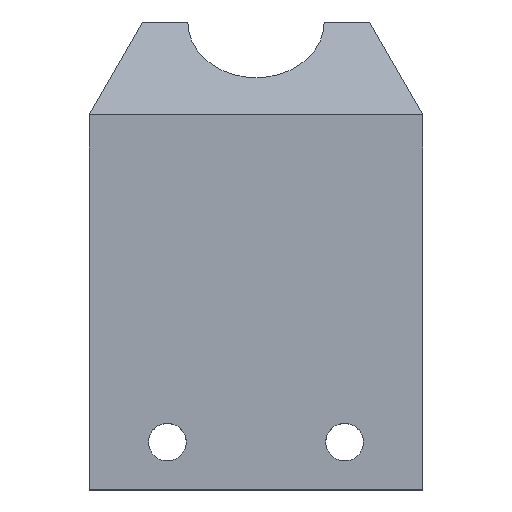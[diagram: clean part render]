
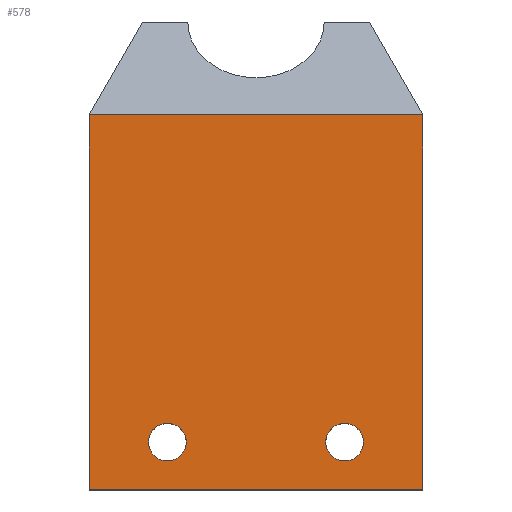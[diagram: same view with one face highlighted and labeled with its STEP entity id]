
A CAD part, top view. The second image highlights one B-rep face of the part: STEP entity #578.
In plain terms, the highlighted planar face has unit normal (0, 0, 1).
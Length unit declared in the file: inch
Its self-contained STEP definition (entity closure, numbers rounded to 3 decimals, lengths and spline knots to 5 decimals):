
#17 = VERTEX_POINT ( 'NONE', #612 ) ;
#73 = DIRECTION ( 'NONE',  ( 0., 0., -1. ) ) ;
#97 = CARTESIAN_POINT ( 'NONE',  ( 0.40625, 0.248, 0.73438 ) ) ;
#99 = AXIS2_PLACEMENT_3D ( 'NONE', #1031, #189, #736 ) ;
#107 = DIRECTION ( 'NONE',  ( 1., 0., 0. ) ) ;
#108 = EDGE_LOOP ( 'NONE', ( #805, #886 ) ) ;
#126 = EDGE_CURVE ( 'NONE', #893, #17, #699, .T. ) ;
#152 = CARTESIAN_POINT ( 'NONE',  ( 1.73438, 0., 0.73438 ) ) ;
#155 = VECTOR ( 'NONE', #290, 39.37008 ) ;
#159 = DIRECTION ( 'NONE',  ( 0., 0., 1. ) ) ;
#189 = DIRECTION ( 'NONE',  ( 0., 0., 1. ) ) ;
#191 = CARTESIAN_POINT ( 'NONE',  ( 1.73438, 1.94882, 0.73438 ) ) ;
#194 = DIRECTION ( 'NONE',  ( 0., 1., 0. ) ) ;
#214 = LINE ( 'NONE', #595, #816 ) ;
#237 = CARTESIAN_POINT ( 'NONE',  ( 0., 0., 0.73438 ) ) ;
#241 = CARTESIAN_POINT ( 'NONE',  ( 0.40625, 0.248, 0.73438 ) ) ;
#260 = VERTEX_POINT ( 'NONE', #454 ) ;
#290 = DIRECTION ( 'NONE',  ( -1., 0., 0. ) ) ;
#298 = LINE ( 'NONE', #191, #155 ) ;
#338 = VECTOR ( 'NONE', #624, 39.37008 ) ;
#347 = ORIENTED_EDGE ( 'NONE', *, *, #601, .F. ) ;
#371 = LINE ( 'NONE', #458, #425 ) ;
#374 = EDGE_CURVE ( 'NONE', #942, #260, #371, .T. ) ;
#379 = AXIS2_PLACEMENT_3D ( 'NONE', #241, #159, #1012 ) ;
#380 = AXIS2_PLACEMENT_3D ( 'NONE', #97, #685, #107 ) ;
#403 = EDGE_LOOP ( 'NONE', ( #997, #986, #652, #613 ) ) ;
#413 = DIRECTION ( 'NONE',  ( 0., 0., 1. ) ) ;
#425 = VECTOR ( 'NONE', #1137, 39.37008 ) ;
#454 = CARTESIAN_POINT ( 'NONE',  ( 0., 0., 0.73438 ) ) ;
#458 = CARTESIAN_POINT ( 'NONE',  ( 0., 0., 0.73438 ) ) ;
#470 = EDGE_CURVE ( 'NONE', #1230, #942, #298, .T. ) ;
#523 = CARTESIAN_POINT ( 'NONE',  ( 1.73438, 1.94882, 0.73438 ) ) ;
#566 = FACE_OUTER_BOUND ( 'NONE', #403, .T. ) ;
#578 = ADVANCED_FACE ( 'NONE', ( #566, #1128, #932 ), #646, .F. ) ;
#590 = AXIS2_PLACEMENT_3D ( 'NONE', #775, #413, #782 ) ;
#595 = CARTESIAN_POINT ( 'NONE',  ( 1.73438, 0., 0.73438 ) ) ;
#601 = EDGE_CURVE ( 'NONE', #1055, #1138, #1212, .T. ) ;
#612 = CARTESIAN_POINT ( 'NONE',  ( 0.30825, 0.248, 0.73438 ) ) ;
#613 = ORIENTED_EDGE ( 'NONE', *, *, #470, .T. ) ;
#624 = DIRECTION ( 'NONE',  ( 1., 0., 0. ) ) ;
#646 = PLANE ( 'NONE',  #876 ) ;
#652 = ORIENTED_EDGE ( 'NONE', *, *, #885, .T. ) ;
#666 = CARTESIAN_POINT ( 'NONE',  ( 1.42612, 0.248, 0.73438 ) ) ;
#685 = DIRECTION ( 'NONE',  ( 0., 0., 1. ) ) ;
#699 = CIRCLE ( 'NONE', #380, 0.098 ) ;
#720 = CARTESIAN_POINT ( 'NONE',  ( 1.23012, 0.248, 0.73438 ) ) ;
#736 = DIRECTION ( 'NONE',  ( -1., 0., 0. ) ) ;
#771 = ORIENTED_EDGE ( 'NONE', *, *, #920, .F. ) ;
#775 = CARTESIAN_POINT ( 'NONE',  ( 1.32812, 0.248, 0.73438 ) ) ;
#782 = DIRECTION ( 'NONE',  ( -1., 0., 0. ) ) ;
#795 = CIRCLE ( 'NONE', #379, 0.098 ) ;
#805 = ORIENTED_EDGE ( 'NONE', *, *, #1196, .F. ) ;
#816 = VECTOR ( 'NONE', #194, 39.37008 ) ;
#817 = EDGE_LOOP ( 'NONE', ( #771, #347 ) ) ;
#841 = CARTESIAN_POINT ( 'NONE',  ( 0., 0., 0.73438 ) ) ;
#876 = AXIS2_PLACEMENT_3D ( 'NONE', #841, #73, #1233 ) ;
#881 = CARTESIAN_POINT ( 'NONE',  ( 0.50425, 0.248, 0.73438 ) ) ;
#885 = EDGE_CURVE ( 'NONE', #1224, #1230, #214, .T. ) ;
#886 = ORIENTED_EDGE ( 'NONE', *, *, #126, .F. ) ;
#893 = VERTEX_POINT ( 'NONE', #881 ) ;
#910 = LINE ( 'NONE', #237, #338 ) ;
#920 = EDGE_CURVE ( 'NONE', #1138, #1055, #1182, .T. ) ;
#932 = FACE_BOUND ( 'NONE', #817, .T. ) ;
#942 = VERTEX_POINT ( 'NONE', #1076 ) ;
#986 = ORIENTED_EDGE ( 'NONE', *, *, #1187, .T. ) ;
#997 = ORIENTED_EDGE ( 'NONE', *, *, #374, .T. ) ;
#1012 = DIRECTION ( 'NONE',  ( 1., 0., 0. ) ) ;
#1031 = CARTESIAN_POINT ( 'NONE',  ( 1.32812, 0.248, 0.73438 ) ) ;
#1055 = VERTEX_POINT ( 'NONE', #666 ) ;
#1076 = CARTESIAN_POINT ( 'NONE',  ( 0., 1.94882, 0.73438 ) ) ;
#1128 = FACE_BOUND ( 'NONE', #108, .T. ) ;
#1137 = DIRECTION ( 'NONE',  ( 0., -1., 0. ) ) ;
#1138 = VERTEX_POINT ( 'NONE', #720 ) ;
#1182 = CIRCLE ( 'NONE', #590, 0.098 ) ;
#1187 = EDGE_CURVE ( 'NONE', #260, #1224, #910, .T. ) ;
#1196 = EDGE_CURVE ( 'NONE', #17, #893, #795, .T. ) ;
#1212 = CIRCLE ( 'NONE', #99, 0.098 ) ;
#1224 = VERTEX_POINT ( 'NONE', #152 ) ;
#1230 = VERTEX_POINT ( 'NONE', #523 ) ;
#1233 = DIRECTION ( 'NONE',  ( -1., 0., 0. ) ) ;
